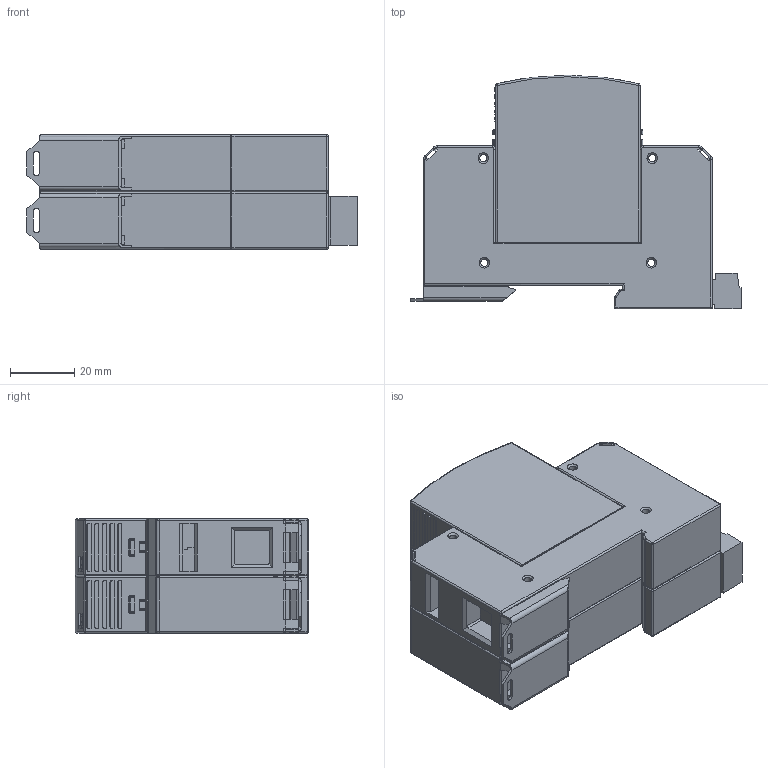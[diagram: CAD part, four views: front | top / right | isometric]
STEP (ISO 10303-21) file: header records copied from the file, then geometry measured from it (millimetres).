
FILE_DESCRIPTION((''),'2;1');
FILE_NAME('ASM0009_ASM','2021-03-02T',('marketing.praksa'),('Audax d.o.o.'),'CREO PARAMETRIC BY PTC INC, 2017480','CREO PARAMETRIC BY PTC INC, 2017480','');
FILE_SCHEMA(('AUTOMOTIVE_DESIGN { 1 0 10303 214 1 1 1 1 }'));
Products named in the file (26): PRT0065; PRT0066; PRT0060_1_1_2; BAZA_1TE_B2S_RC_ZASKOK_19_2__19; BAZA_1TE_B2S_RC_ZASKOK_19_3__19; PRT0045_1_1_2_3_1_1_2_3_4_1_1_2; PRT0049_1_1_2_3_1_1_2_3_4_1_1_2; PRT0050_1_1_2_3_1_1_2_3_4_1_1_2; PRT0051_1_1_2_3_1_1_2_3_4_1_1_2; TMP_DWG_65_1_1_1_2_1_2_3_1_2_26; TMP_DWG_65_1_2_1_2_1_2_3_1_2_26; TMP_DWG_65_1_3_1_2_1_2_3_1_2_26; RC_1_1_1_1_2_3_4_5_1_1_2_3_4__2; RC_SCREW_1_1_2_3_4_5_1_1_2_3__2; PRT0017_1_1_2_3_4_5_1_1_2_3_4_3; PRT0018_1_1_2_3_4_5_6_7_1_1_2_5; PRT0045_1_1_2_3_4_5_1_1_1_1_2; PRT0049_1_1_2_3_4_5_1_1_1_1_2; PRT0050_1_1_2_3_4_5_1_1_1_1_2; PRT0051_1_1_2_3_4_5_1_1_1_1_2; TMP_DWG_65_1_1_1_2_1_2_3_1_2_28; TMP_DWG_65_1_2_1_2_1_2_3_1_2_28; TMP_DWG_65_1_3_1_2_1_2_3_1_2_28; BAZA_1TE_B2S_RC_ZASKOK_19_2__21; BAZA_1TE_B2S_RC_ZASKOK_19_3__21; ASM0009_ASM
Assembly tree (25 placements, depth 2):
  ASM0009_ASM
    PRT0065
    PRT0066
    PRT0060_1_1_2
    BAZA_1TE_B2S_RC_ZASKOK_19_2__19
    BAZA_1TE_B2S_RC_ZASKOK_19_3__19
    PRT0045_1_1_2_3_1_1_2_3_4_1_1_2
    PRT0049_1_1_2_3_1_1_2_3_4_1_1_2
    PRT0050_1_1_2_3_1_1_2_3_4_1_1_2
    PRT0051_1_1_2_3_1_1_2_3_4_1_1_2
    TMP_DWG_65_1_1_1_2_1_2_3_1_2_26
    TMP_DWG_65_1_2_1_2_1_2_3_1_2_26
    TMP_DWG_65_1_3_1_2_1_2_3_1_2_26
    RC_1_1_1_1_2_3_4_5_1_1_2_3_4__2
    RC_SCREW_1_1_2_3_4_5_1_1_2_3__2
    PRT0017_1_1_2_3_4_5_1_1_2_3_4_3
    PRT0018_1_1_2_3_4_5_6_7_1_1_2_5
    PRT0045_1_1_2_3_4_5_1_1_1_1_2
    PRT0049_1_1_2_3_4_5_1_1_1_1_2
    PRT0050_1_1_2_3_4_5_1_1_1_1_2
    PRT0051_1_1_2_3_4_5_1_1_1_1_2
    TMP_DWG_65_1_1_1_2_1_2_3_1_2_28
    TMP_DWG_65_1_2_1_2_1_2_3_1_2_28
    TMP_DWG_65_1_3_1_2_1_2_3_1_2_28
    BAZA_1TE_B2S_RC_ZASKOK_19_2__21
    BAZA_1TE_B2S_RC_ZASKOK_19_3__21
Bounding box: 102.9 x 72.7 x 35.6 mm (x, y, z)
Volume: 177109.8 mm3; surface area: 50393.7 mm2
Topology: 25 solids, 25 shells, 1245 faces, 3346 edges, 2175 vertices
Faces by surface type: plane 679, cylinder 390, cone 60, torus 54, sphere 34, bspline 28
Entity records: 52935 total; most frequent: CARTESIAN_POINT 9094, ORIENTED_EDGE 6624, DIRECTION 6576, PRESENTATION_STYLE_ASSIGNMENT 3337, STYLED_ITEM 3337, CURVE_STYLE 3312, EDGE_CURVE 3312, AXIS2_PLACEMENT_3D 2274
